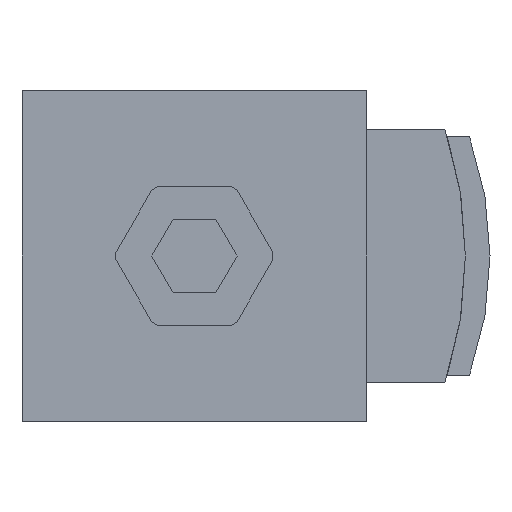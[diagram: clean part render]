
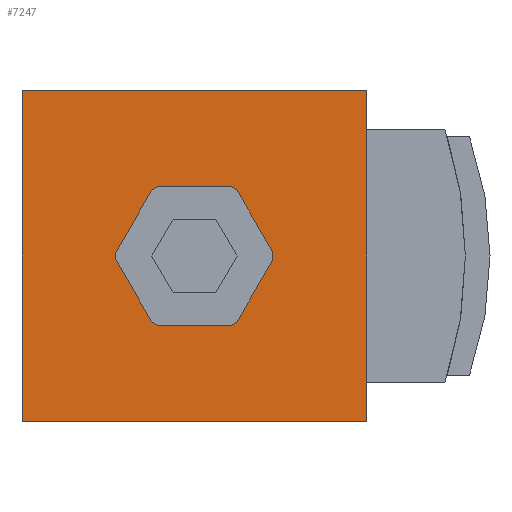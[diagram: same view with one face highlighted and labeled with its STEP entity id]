
A CAD part, front view. The second image highlights one B-rep face of the part: STEP entity #7247.
In plain terms, the highlighted planar face has unit normal (0, -1, 0).
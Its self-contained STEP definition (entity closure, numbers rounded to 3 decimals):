
#123=PLANE('',#7615);
#325=LINE('',#9534,#927);
#431=LINE('',#9756,#1033);
#446=LINE('',#9794,#1048);
#490=LINE('',#9913,#1092);
#603=LINE('',#10205,#1205);
#604=LINE('',#10208,#1206);
#605=LINE('',#10210,#1207);
#606=LINE('',#10212,#1208);
#607=LINE('',#10214,#1209);
#608=LINE('',#10216,#1210);
#609=LINE('',#10218,#1211);
#610=LINE('',#10220,#1212);
#611=LINE('',#10222,#1213);
#612=LINE('',#10224,#1214);
#613=LINE('',#10226,#1215);
#614=LINE('',#10228,#1216);
#927=VECTOR('',#7991,1000.);
#1033=VECTOR('',#8163,1000.);
#1048=VECTOR('',#8192,1000.);
#1092=VECTOR('',#8284,1000.);
#1205=VECTOR('',#8505,1000.);
#1206=VECTOR('',#8506,1000.);
#1207=VECTOR('',#8507,1000.);
#1208=VECTOR('',#8508,1000.);
#1209=VECTOR('',#8509,1000.);
#1210=VECTOR('',#8510,1000.);
#1211=VECTOR('',#8511,1000.);
#1212=VECTOR('',#8512,1000.);
#1213=VECTOR('',#8513,1000.);
#1214=VECTOR('',#8514,1000.);
#1215=VECTOR('',#8515,1000.);
#1216=VECTOR('',#8516,1000.);
#2043=ORIENTED_EDGE('',*,*,#3123,.F.);
#2044=ORIENTED_EDGE('',*,*,#3237,.F.);
#2045=ORIENTED_EDGE('',*,*,#3316,.F.);
#2046=ORIENTED_EDGE('',*,*,#3257,.F.);
#2047=ORIENTED_EDGE('',*,*,#3463,.F.);
#2048=ORIENTED_EDGE('',*,*,#3464,.F.);
#2049=ORIENTED_EDGE('',*,*,#3465,.F.);
#2050=ORIENTED_EDGE('',*,*,#3466,.F.);
#2051=ORIENTED_EDGE('',*,*,#3467,.F.);
#2052=ORIENTED_EDGE('',*,*,#3468,.F.);
#2053=ORIENTED_EDGE('',*,*,#3469,.F.);
#2054=ORIENTED_EDGE('',*,*,#3470,.F.);
#2055=ORIENTED_EDGE('',*,*,#3471,.F.);
#2056=ORIENTED_EDGE('',*,*,#3472,.F.);
#2057=ORIENTED_EDGE('',*,*,#3473,.F.);
#2058=ORIENTED_EDGE('',*,*,#3474,.F.);
#3123=EDGE_CURVE('',#3894,#3895,#325,.T.);
#3237=EDGE_CURVE('',#3977,#3894,#431,.T.);
#3257=EDGE_CURVE('',#3895,#3994,#446,.T.);
#3316=EDGE_CURVE('',#3994,#3977,#490,.T.);
#3463=EDGE_CURVE('',#4170,#4171,#603,.T.);
#3464=EDGE_CURVE('',#4172,#4170,#604,.T.);
#3465=EDGE_CURVE('',#4173,#4172,#605,.T.);
#3466=EDGE_CURVE('',#4174,#4173,#606,.T.);
#3467=EDGE_CURVE('',#4175,#4174,#607,.T.);
#3468=EDGE_CURVE('',#4176,#4175,#608,.T.);
#3469=EDGE_CURVE('',#4177,#4176,#609,.T.);
#3470=EDGE_CURVE('',#4178,#4177,#610,.T.);
#3471=EDGE_CURVE('',#4179,#4178,#611,.T.);
#3472=EDGE_CURVE('',#4180,#4179,#612,.T.);
#3473=EDGE_CURVE('',#4181,#4180,#613,.T.);
#3474=EDGE_CURVE('',#4171,#4181,#614,.T.);
#3894=VERTEX_POINT('',#9533);
#3895=VERTEX_POINT('',#9535);
#3977=VERTEX_POINT('',#9755);
#3994=VERTEX_POINT('',#9795);
#4170=VERTEX_POINT('',#10206);
#4171=VERTEX_POINT('',#10207);
#4172=VERTEX_POINT('',#10209);
#4173=VERTEX_POINT('',#10211);
#4174=VERTEX_POINT('',#10213);
#4175=VERTEX_POINT('',#10215);
#4176=VERTEX_POINT('',#10217);
#4177=VERTEX_POINT('',#10219);
#4178=VERTEX_POINT('',#10221);
#4179=VERTEX_POINT('',#10223);
#4180=VERTEX_POINT('',#10225);
#4181=VERTEX_POINT('',#10227);
#4561=EDGE_LOOP('',(#2043,#2044,#2045,#2046));
#4562=EDGE_LOOP('',(#2047,#2048,#2049,#2050,#2051,#2052,#2053,#2054,#2055,
#2056,#2057,#2058));
#4888=FACE_BOUND('',#4561,.T.);
#4889=FACE_BOUND('',#4562,.T.);
#7247=ADVANCED_FACE('',(#4888,#4889),#123,.F.);
#7615=AXIS2_PLACEMENT_3D('',#10204,#8503,#8504);
#7991=DIRECTION('',(0.,0.,1.));
#8163=DIRECTION('',(-1.,0.,0.));
#8192=DIRECTION('',(1.,0.,0.));
#8284=DIRECTION('',(0.,0.,-1.));
#8503=DIRECTION('',(0.,1.,0.));
#8504=DIRECTION('',(0.,0.,1.));
#8505=DIRECTION('',(0.,0.,-1.));
#8506=DIRECTION('',(-0.5,0.,-0.866));
#8507=DIRECTION('',(-0.866,0.,-0.5));
#8508=DIRECTION('',(-1.,0.,0.));
#8509=DIRECTION('',(-0.866,0.,0.5));
#8510=DIRECTION('',(-0.5,0.,0.866));
#8511=DIRECTION('',(0.,0.,1.));
#8512=DIRECTION('',(0.5,0.,0.866));
#8513=DIRECTION('',(0.866,0.,0.5));
#8514=DIRECTION('',(1.,0.,0.));
#8515=DIRECTION('',(0.866,0.,-0.5));
#8516=DIRECTION('',(0.5,0.,-0.866));
#9533=CARTESIAN_POINT('',(-21.,-31.5,-20.1));
#9534=CARTESIAN_POINT('',(-21.,-31.5,-20.1));
#9535=CARTESIAN_POINT('',(-21.,-31.5,20.1));
#9755=CARTESIAN_POINT('',(21.,-31.5,-20.1));
#9756=CARTESIAN_POINT('',(21.,-31.5,-20.1));
#9794=CARTESIAN_POINT('',(-21.,-31.5,20.1));
#9795=CARTESIAN_POINT('',(21.,-31.5,20.1));
#9913=CARTESIAN_POINT('',(21.,-31.5,20.1));
#10204=CARTESIAN_POINT('',(0.,-31.5,0.));
#10205=CARTESIAN_POINT('',(-9.565,-31.5,0.));
#10206=CARTESIAN_POINT('',(-9.565,-31.5,0.433));
#10207=CARTESIAN_POINT('',(-9.565,-31.5,-0.433));
#10208=CARTESIAN_POINT('',(-7.361,-31.5,4.25));
#10209=CARTESIAN_POINT('',(-5.157,-31.5,8.067));
#10210=CARTESIAN_POINT('',(-4.782,-31.5,8.283));
#10211=CARTESIAN_POINT('',(-4.407,-31.5,8.5));
#10212=CARTESIAN_POINT('',(0.,-31.5,8.5));
#10213=CARTESIAN_POINT('',(4.407,-31.5,8.5));
#10214=CARTESIAN_POINT('',(4.782,-31.5,8.283));
#10215=CARTESIAN_POINT('',(5.157,-31.5,8.067));
#10216=CARTESIAN_POINT('',(7.361,-31.5,4.25));
#10217=CARTESIAN_POINT('',(9.565,-31.5,0.433));
#10218=CARTESIAN_POINT('',(9.565,-31.5,0.));
#10219=CARTESIAN_POINT('',(9.565,-31.5,-0.433));
#10220=CARTESIAN_POINT('',(7.361,-31.5,-4.25));
#10221=CARTESIAN_POINT('',(5.157,-31.5,-8.067));
#10222=CARTESIAN_POINT('',(4.782,-31.5,-8.283));
#10223=CARTESIAN_POINT('',(4.407,-31.5,-8.5));
#10224=CARTESIAN_POINT('',(0.,-31.5,-8.5));
#10225=CARTESIAN_POINT('',(-4.407,-31.5,-8.5));
#10226=CARTESIAN_POINT('',(-4.782,-31.5,-8.283));
#10227=CARTESIAN_POINT('',(-5.157,-31.5,-8.067));
#10228=CARTESIAN_POINT('',(-7.361,-31.5,-4.25));
